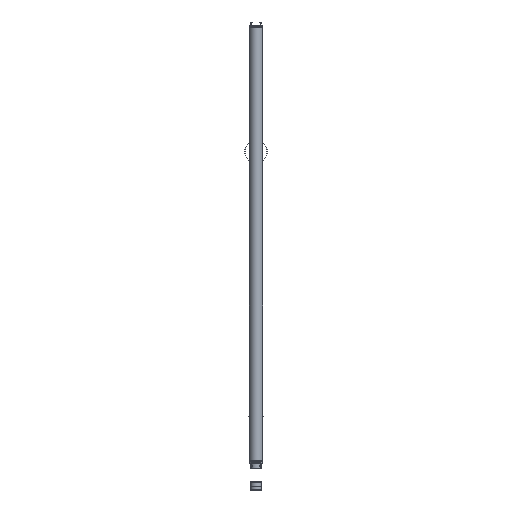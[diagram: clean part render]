
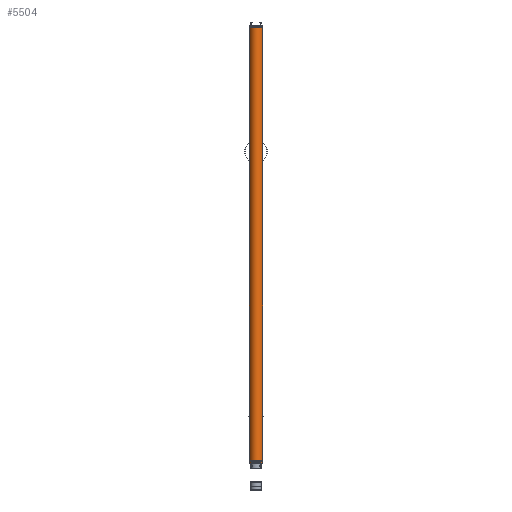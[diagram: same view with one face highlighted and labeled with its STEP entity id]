
A CAD part, front view. The second image highlights one B-rep face of the part: STEP entity #5504.
In plain terms, the highlighted cylindrical face has radius 16 mm (diameter 32 mm), a full revolution.
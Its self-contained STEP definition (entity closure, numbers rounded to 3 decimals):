
#1330=FACE_BOUND('',#1774,.T.);
#1425=FACE_OUTER_BOUND('',#1773,.T.);
#1773=EDGE_LOOP('',(#3836));
#1774=EDGE_LOOP('',(#3837));
#2207=CIRCLE('',#5875,16.);
#2208=CIRCLE('',#5876,16.);
#2532=VERTEX_POINT('',#8509);
#2533=VERTEX_POINT('',#8511);
#3069=EDGE_CURVE('',#2532,#2532,#2207,.T.);
#3070=EDGE_CURVE('',#2533,#2533,#2208,.T.);
#3836=ORIENTED_EDGE('',*,*,#3069,.T.);
#3837=ORIENTED_EDGE('',*,*,#3070,.F.);
#5355=CYLINDRICAL_SURFACE('',#5874,16.);
#5504=ADVANCED_FACE('',(#1425,#1330),#5355,.T.);
#5874=AXIS2_PLACEMENT_3D('',#8508,#6617,#6618);
#5875=AXIS2_PLACEMENT_3D('',#8510,#6619,#6620);
#5876=AXIS2_PLACEMENT_3D('',#8512,#6621,#6622);
#6617=DIRECTION('center_axis',(0.,0.,1.));
#6618=DIRECTION('ref_axis',(-1.,0.,0.));
#6619=DIRECTION('center_axis',(0.,0.,-1.));
#6620=DIRECTION('ref_axis',(-1.,0.,0.));
#6621=DIRECTION('center_axis',(0.,0.,-1.));
#6622=DIRECTION('ref_axis',(-1.,0.,0.));
#8508=CARTESIAN_POINT('Origin',(0.,0.,0.));
#8509=CARTESIAN_POINT('',(16.,0.,1042.3));
#8510=CARTESIAN_POINT('Origin',(0.,0.,1042.3));
#8511=CARTESIAN_POINT('',(16.,0.,0.));
#8512=CARTESIAN_POINT('Origin',(0.,0.,0.));
